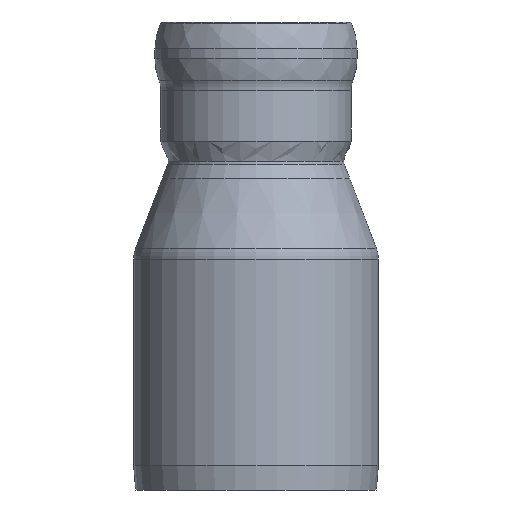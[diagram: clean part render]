
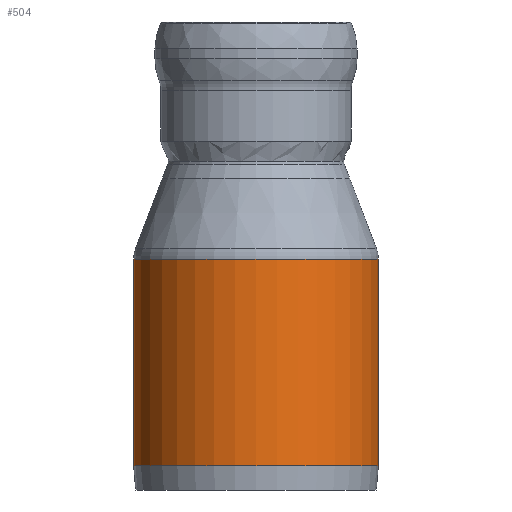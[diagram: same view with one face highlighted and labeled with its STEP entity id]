
A CAD part, front view. The second image highlights one B-rep face of the part: STEP entity #504.
In plain terms, the highlighted cylindrical face has radius 510 mm (diameter 1020 mm), a full revolution.
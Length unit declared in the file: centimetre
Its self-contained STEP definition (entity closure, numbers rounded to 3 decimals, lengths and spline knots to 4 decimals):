
#51=LINE('',#854,#69);
#69=VECTOR('',#677,51.);
#81=CYLINDRICAL_SURFACE('',#555,51.);
#95=FACE_OUTER_BOUND('',#126,.T.);
#126=EDGE_LOOP('',(#378,#379,#380,#381,#382));
#149=CIRCLE('',#530,51.);
#150=CIRCLE('',#531,51.);
#165=CIRCLE('',#554,51.);
#207=VERTEX_POINT('',#806);
#208=VERTEX_POINT('',#807);
#221=VERTEX_POINT('',#850);
#255=EDGE_CURVE('',#207,#208,#149,.T.);
#256=EDGE_CURVE('',#208,#207,#150,.T.);
#277=EDGE_CURVE('',#221,#221,#165,.T.);
#279=EDGE_CURVE('',#207,#221,#51,.T.);
#378=ORIENTED_EDGE('',*,*,#255,.T.);
#379=ORIENTED_EDGE('',*,*,#256,.T.);
#380=ORIENTED_EDGE('',*,*,#279,.T.);
#381=ORIENTED_EDGE('',*,*,#277,.T.);
#382=ORIENTED_EDGE('',*,*,#279,.F.);
#504=ADVANCED_FACE('',(#95),#81,.T.);
#530=AXIS2_PLACEMENT_3D('',#808,#618,#619);
#531=AXIS2_PLACEMENT_3D('',#809,#620,#621);
#554=AXIS2_PLACEMENT_3D('',#851,#672,#673);
#555=AXIS2_PLACEMENT_3D('',#853,#675,#676);
#618=DIRECTION('center_axis',(0.,0.,-1.));
#619=DIRECTION('ref_axis',(1.,0.,0.));
#620=DIRECTION('center_axis',(0.,0.,-1.));
#621=DIRECTION('ref_axis',(1.,0.,0.));
#672=DIRECTION('center_axis',(0.,0.,1.));
#673=DIRECTION('ref_axis',(1.,0.,0.));
#675=DIRECTION('center_axis',(0.,0.,1.));
#676=DIRECTION('ref_axis',(1.,0.,0.));
#677=DIRECTION('',(0.,0.,-1.));
#806=CARTESIAN_POINT('',(-51.,0.,96.2332));
#807=CARTESIAN_POINT('',(0.,-51.,96.2332));
#808=CARTESIAN_POINT('Origin',(0.,0.,96.2332));
#809=CARTESIAN_POINT('Origin',(0.,0.,96.2332));
#850=CARTESIAN_POINT('',(-51.,0.,10.));
#851=CARTESIAN_POINT('Origin',(0.,0.,10.));
#853=CARTESIAN_POINT('Origin',(0.,0.,12.5));
#854=CARTESIAN_POINT('',(-51.,0.,12.5));
